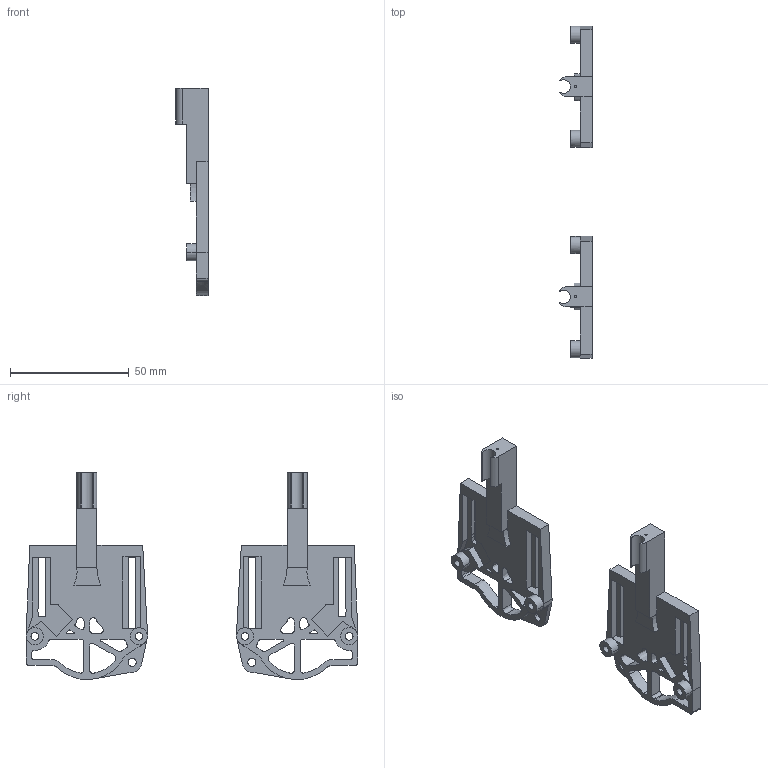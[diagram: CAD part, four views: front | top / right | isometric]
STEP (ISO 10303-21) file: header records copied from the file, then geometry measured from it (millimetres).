
FILE_DESCRIPTION((''),'2;1');
FILE_NAME('SHT36-0001','2024-11-07T08:29:03',('zhcntiangang'),(''),'CREO PARAMETRIC BY PTC INC, 2023073','CREO PARAMETRIC BY PTC INC, 2023073','');
FILE_SCHEMA(('CONFIG_CONTROL_DESIGN'));
Length unit declared in the file: millimetre
Products named in the file (1): SHT36-0001
Bounding box: 13.6 x 139.65 x 87.15 mm (x, y, z)
Volume: 24515.8 mm3; surface area: 17625.1 mm2
Topology: 2 solids, 2 shells, 226 faces, 628 edges, 416 vertices
Faces by surface type: plane 110, cylinder 68, extrusion 48
Entity records: 8198 total; most frequent: CARTESIAN_POINT 2328, ORIENTED_EDGE 1256, DIRECTION 1076, EDGE_CURVE 628, VECTOR 440, VERTEX_POINT 416, LINE 392, AXIS2_PLACEMENT_3D 318
